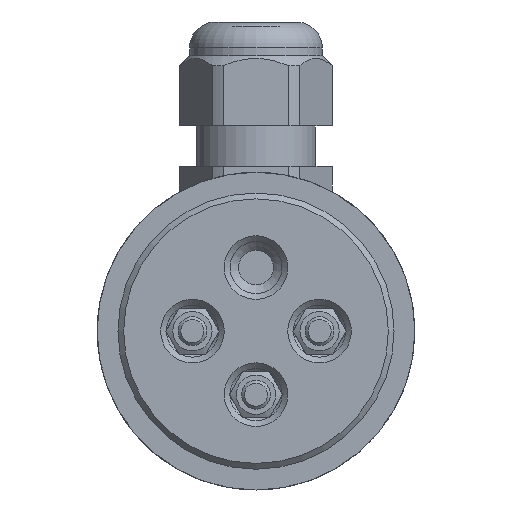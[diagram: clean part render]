
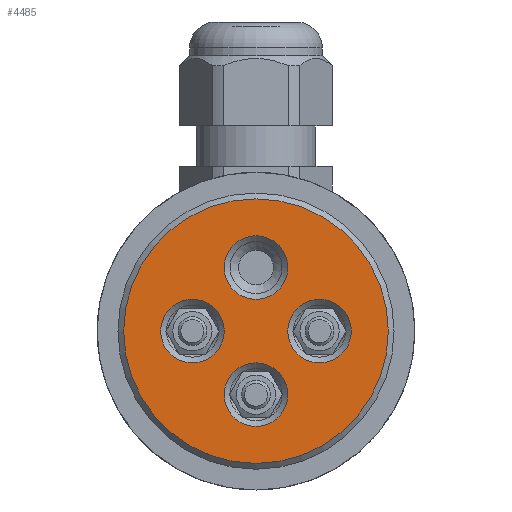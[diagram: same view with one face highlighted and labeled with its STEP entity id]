
A CAD part, left-side view. The second image highlights one B-rep face of the part: STEP entity #4485.
In plain terms, the highlighted planar face has unit normal (-1, 0, 0).
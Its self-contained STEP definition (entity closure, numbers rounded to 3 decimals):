
#270=FACE_BOUND('',#868,.T.);
#271=FACE_BOUND('',#869,.T.);
#272=FACE_BOUND('',#870,.T.);
#273=FACE_BOUND('',#871,.T.);
#599=FACE_OUTER_BOUND('',#867,.T.);
#867=EDGE_LOOP('',(#4020));
#868=EDGE_LOOP('',(#4021,#4022));
#869=EDGE_LOOP('',(#4023,#4024));
#870=EDGE_LOOP('',(#4025,#4026));
#871=EDGE_LOOP('',(#4027,#4028));
#1139=CIRCLE('',#4998,5.5);
#1140=CIRCLE('',#4999,5.5);
#1149=CIRCLE('',#5013,5.5);
#1150=CIRCLE('',#5014,5.5);
#1152=CIRCLE('',#5018,5.5);
#1153=CIRCLE('',#5019,5.5);
#1155=CIRCLE('',#5023,5.5);
#1156=CIRCLE('',#5024,5.5);
#1164=CIRCLE('',#5036,22.9);
#2077=VERTEX_POINT('',#7970);
#2078=VERTEX_POINT('',#7972);
#2087=VERTEX_POINT('',#7999);
#2088=VERTEX_POINT('',#8001);
#2089=VERTEX_POINT('',#8007);
#2090=VERTEX_POINT('',#8009);
#2091=VERTEX_POINT('',#8015);
#2092=VERTEX_POINT('',#8017);
#2100=VERTEX_POINT('',#8040);
#2718=EDGE_CURVE('',#2078,#2077,#1139,.T.);
#2719=EDGE_CURVE('',#2077,#2078,#1140,.T.);
#2732=EDGE_CURVE('',#2088,#2087,#1149,.T.);
#2733=EDGE_CURVE('',#2087,#2088,#1150,.T.);
#2736=EDGE_CURVE('',#2090,#2089,#1152,.T.);
#2737=EDGE_CURVE('',#2089,#2090,#1153,.T.);
#2740=EDGE_CURVE('',#2092,#2091,#1155,.T.);
#2741=EDGE_CURVE('',#2091,#2092,#1156,.T.);
#2752=EDGE_CURVE('',#2100,#2100,#1164,.T.);
#4020=ORIENTED_EDGE('',*,*,#2752,.F.);
#4021=ORIENTED_EDGE('',*,*,#2718,.T.);
#4022=ORIENTED_EDGE('',*,*,#2719,.T.);
#4023=ORIENTED_EDGE('',*,*,#2732,.T.);
#4024=ORIENTED_EDGE('',*,*,#2733,.T.);
#4025=ORIENTED_EDGE('',*,*,#2736,.T.);
#4026=ORIENTED_EDGE('',*,*,#2737,.T.);
#4027=ORIENTED_EDGE('',*,*,#2740,.T.);
#4028=ORIENTED_EDGE('',*,*,#2741,.T.);
#4231=PLANE('',#5037);
#4485=ADVANCED_FACE('',(#599,#270,#271,#272,#273),#4231,.T.);
#4998=AXIS2_PLACEMENT_3D('',#7973,#6264,#6265);
#4999=AXIS2_PLACEMENT_3D('',#7974,#6266,#6267);
#5013=AXIS2_PLACEMENT_3D('',#8002,#6298,#6299);
#5014=AXIS2_PLACEMENT_3D('',#8003,#6300,#6301);
#5018=AXIS2_PLACEMENT_3D('',#8010,#6309,#6310);
#5019=AXIS2_PLACEMENT_3D('',#8011,#6311,#6312);
#5023=AXIS2_PLACEMENT_3D('',#8018,#6320,#6321);
#5024=AXIS2_PLACEMENT_3D('',#8019,#6322,#6323);
#5036=AXIS2_PLACEMENT_3D('',#8042,#6349,#6350);
#5037=AXIS2_PLACEMENT_3D('',#8043,#6351,#6352);
#6264=DIRECTION('center_axis',(1.,0.,0.));
#6265=DIRECTION('ref_axis',(0.,-1.,0.));
#6266=DIRECTION('center_axis',(1.,0.,0.));
#6267=DIRECTION('ref_axis',(0.,-1.,0.));
#6298=DIRECTION('center_axis',(1.,0.,0.));
#6299=DIRECTION('ref_axis',(0.,0.,1.));
#6300=DIRECTION('center_axis',(1.,0.,0.));
#6301=DIRECTION('ref_axis',(0.,0.,1.));
#6309=DIRECTION('center_axis',(1.,0.,0.));
#6310=DIRECTION('ref_axis',(0.,1.,0.));
#6311=DIRECTION('center_axis',(1.,0.,0.));
#6312=DIRECTION('ref_axis',(0.,1.,0.));
#6320=DIRECTION('center_axis',(1.,0.,0.));
#6321=DIRECTION('ref_axis',(0.,0.,-1.));
#6322=DIRECTION('center_axis',(1.,0.,0.));
#6323=DIRECTION('ref_axis',(0.,0.,-1.));
#6349=DIRECTION('center_axis',(1.,0.,0.));
#6350=DIRECTION('ref_axis',(0.,-1.,0.));
#6351=DIRECTION('center_axis',(-1.,0.,0.));
#6352=DIRECTION('ref_axis',(0.,0.,1.));
#7970=CARTESIAN_POINT('',(-27.417,-5.277,0.));
#7972=CARTESIAN_POINT('',(-27.417,-16.277,0.));
#7973=CARTESIAN_POINT('Origin',(-27.417,-10.777,0.));
#7974=CARTESIAN_POINT('Origin',(-27.417,-10.777,0.));
#7999=CARTESIAN_POINT('',(-27.417,0.223,5.5));
#8001=CARTESIAN_POINT('',(-27.417,0.223,16.5));
#8002=CARTESIAN_POINT('Origin',(-27.417,0.223,11.));
#8003=CARTESIAN_POINT('Origin',(-27.417,0.223,11.));
#8007=CARTESIAN_POINT('',(-27.417,5.723,0.));
#8009=CARTESIAN_POINT('',(-27.417,16.723,0.));
#8010=CARTESIAN_POINT('Origin',(-27.417,11.223,0.));
#8011=CARTESIAN_POINT('Origin',(-27.417,11.223,0.));
#8015=CARTESIAN_POINT('',(-27.417,0.223,-5.5));
#8017=CARTESIAN_POINT('',(-27.417,0.223,-16.5));
#8018=CARTESIAN_POINT('Origin',(-27.417,0.223,-11.));
#8019=CARTESIAN_POINT('Origin',(-27.417,0.223,-11.));
#8040=CARTESIAN_POINT('',(-27.417,23.123,0.));
#8042=CARTESIAN_POINT('Origin',(-27.417,0.223,0.));
#8043=CARTESIAN_POINT('Origin',(-27.417,24.123,0.));
